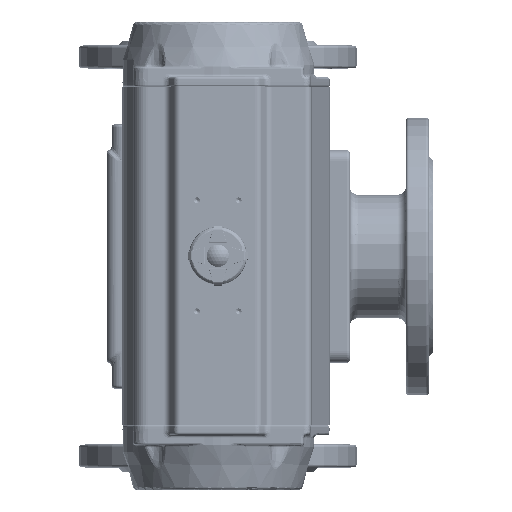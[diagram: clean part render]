
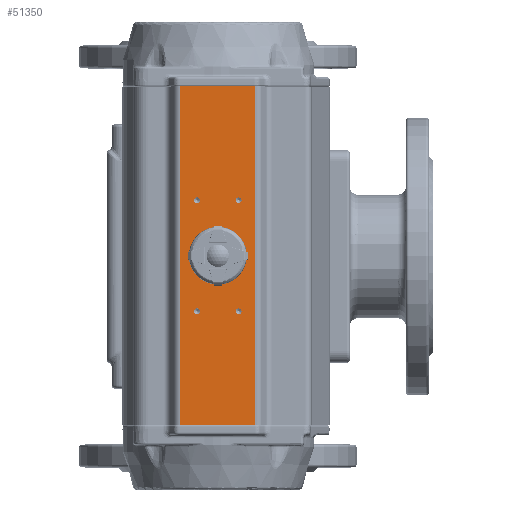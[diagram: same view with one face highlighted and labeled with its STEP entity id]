
A CAD part, top view. The second image highlights one B-rep face of the part: STEP entity #51350.
In plain terms, the highlighted face is planar.
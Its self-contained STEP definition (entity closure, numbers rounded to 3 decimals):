
#1883=PLANE('',#55529);
#3702=LINE('',#86006,#6804);
#3703=LINE('',#86018,#6805);
#3704=LINE('',#86020,#6806);
#3705=LINE('',#86022,#6807);
#6804=VECTOR('',#63205,1000.);
#6805=VECTOR('',#63218,1000.);
#6806=VECTOR('',#63219,1000.);
#6807=VECTOR('',#63220,1000.);
#16427=ORIENTED_EDGE('',*,*,#29747,.T.);
#16428=ORIENTED_EDGE('',*,*,#29748,.T.);
#16429=ORIENTED_EDGE('',*,*,#29749,.T.);
#16430=ORIENTED_EDGE('',*,*,#29750,.T.);
#16431=ORIENTED_EDGE('',*,*,#29751,.T.);
#16432=ORIENTED_EDGE('',*,*,#29752,.F.);
#16433=ORIENTED_EDGE('',*,*,#29746,.T.);
#16434=ORIENTED_EDGE('',*,*,#29753,.T.);
#16435=ORIENTED_EDGE('',*,*,#29754,.F.);
#29746=EDGE_CURVE('',#36725,#36726,#3702,.T.);
#29747=EDGE_CURVE('',#36727,#36727,#40876,.T.);
#29748=EDGE_CURVE('',#36728,#36728,#40877,.T.);
#29749=EDGE_CURVE('',#36729,#36729,#40878,.T.);
#29750=EDGE_CURVE('',#36730,#36730,#40879,.T.);
#29751=EDGE_CURVE('',#36731,#36731,#40880,.T.);
#29752=EDGE_CURVE('',#36725,#36732,#3703,.T.);
#29753=EDGE_CURVE('',#36726,#36733,#3704,.T.);
#29754=EDGE_CURVE('',#36732,#36733,#3705,.T.);
#36725=VERTEX_POINT('',#86003);
#36726=VERTEX_POINT('',#86005);
#36727=VERTEX_POINT('',#86009);
#36728=VERTEX_POINT('',#86011);
#36729=VERTEX_POINT('',#86013);
#36730=VERTEX_POINT('',#86015);
#36731=VERTEX_POINT('',#86017);
#36732=VERTEX_POINT('',#86019);
#36733=VERTEX_POINT('',#86021);
#40876=CIRCLE('',#55530,20.5);
#40877=CIRCLE('',#55531,2.067);
#40878=CIRCLE('',#55532,2.067);
#40879=CIRCLE('',#55533,2.067);
#40880=CIRCLE('',#55534,2.067);
#43599=EDGE_LOOP('',(#16427));
#43600=EDGE_LOOP('',(#16428));
#43601=EDGE_LOOP('',(#16429));
#43602=EDGE_LOOP('',(#16430));
#43603=EDGE_LOOP('',(#16431));
#43604=EDGE_LOOP('',(#16432,#16433,#16434,#16435));
#47337=FACE_BOUND('',#43599,.T.);
#47338=FACE_BOUND('',#43600,.T.);
#47339=FACE_BOUND('',#43601,.T.);
#47340=FACE_BOUND('',#43602,.T.);
#47341=FACE_BOUND('',#43603,.T.);
#47342=FACE_BOUND('',#43604,.T.);
#51350=ADVANCED_FACE('',(#47337,#47338,#47339,#47340,#47341,#47342),#1883,
 .T.);
#55529=AXIS2_PLACEMENT_3D('',#86007,#63206,#63207);
#55530=AXIS2_PLACEMENT_3D('',#86008,#63208,#63209);
#55531=AXIS2_PLACEMENT_3D('',#86010,#63210,#63211);
#55532=AXIS2_PLACEMENT_3D('',#86012,#63212,#63213);
#55533=AXIS2_PLACEMENT_3D('',#86014,#63214,#63215);
#55534=AXIS2_PLACEMENT_3D('',#86016,#63216,#63217);
#63205=DIRECTION('',(0.,0.,-1.));
#63206=DIRECTION('',(0.,1.,0.));
#63207=DIRECTION('',(0.,0.,1.));
#63208=DIRECTION('',(0.,-1.,0.));
#63209=DIRECTION('',(0.,0.,1.));
#63210=DIRECTION('',(0.,-1.,0.));
#63211=DIRECTION('',(0.,0.,1.));
#63212=DIRECTION('',(0.,-1.,0.));
#63213=DIRECTION('',(0.,0.,1.));
#63214=DIRECTION('',(0.,-1.,0.));
#63215=DIRECTION('',(0.,0.,1.));
#63216=DIRECTION('',(0.,-1.,0.));
#63217=DIRECTION('',(0.,0.,1.));
#63218=DIRECTION('',(-1.,0.,0.));
#63219=DIRECTION('',(-1.,0.,0.));
#63220=DIRECTION('',(0.,0.,-1.));
#86003=CARTESIAN_POINT('',(27.113,80.5,244.));
#86005=CARTESIAN_POINT('',(27.113,80.5,0.));
#86006=CARTESIAN_POINT('',(27.113,80.5,0.));
#86007=CARTESIAN_POINT('',(27.113,80.5,0.));
#86008=CARTESIAN_POINT('',(0.,80.5,122.));
#86009=CARTESIAN_POINT('',(0.,80.5,142.5));
#86010=CARTESIAN_POINT('',(15.,80.5,162.));
#86011=CARTESIAN_POINT('',(15.,80.5,164.067));
#86012=CARTESIAN_POINT('',(-15.,80.5,162.));
#86013=CARTESIAN_POINT('',(-15.,80.5,164.067));
#86014=CARTESIAN_POINT('',(-15.,80.5,82.));
#86015=CARTESIAN_POINT('',(-15.,80.5,84.067));
#86016=CARTESIAN_POINT('',(15.,80.5,82.));
#86017=CARTESIAN_POINT('',(15.,80.5,84.067));
#86018=CARTESIAN_POINT('',(8.442,80.5,244.));
#86019=CARTESIAN_POINT('',(-27.113,80.5,244.));
#86020=CARTESIAN_POINT('',(8.442,80.5,0.));
#86021=CARTESIAN_POINT('',(-27.113,80.5,0.));
#86022=CARTESIAN_POINT('',(-27.113,80.5,0.));
